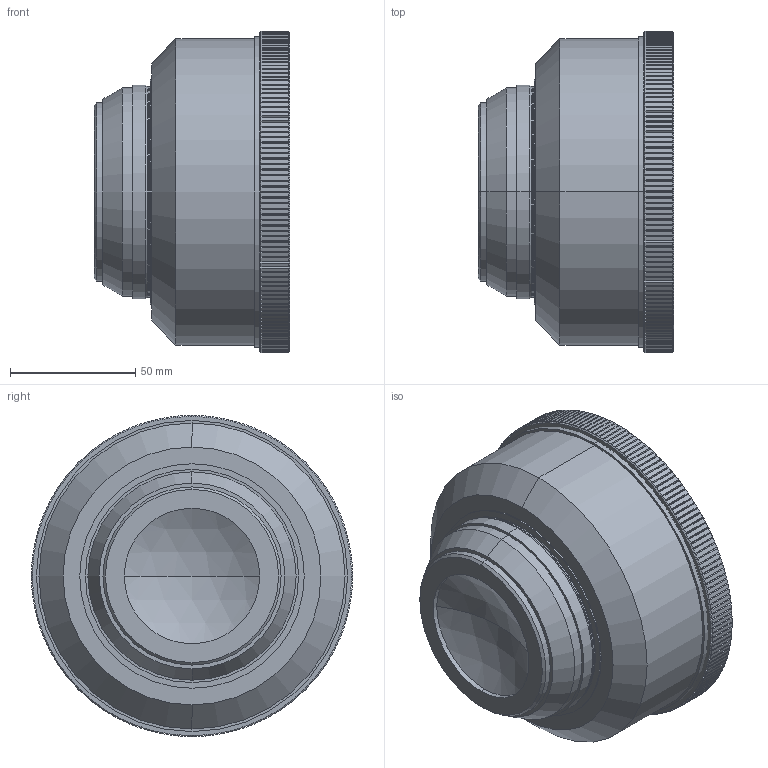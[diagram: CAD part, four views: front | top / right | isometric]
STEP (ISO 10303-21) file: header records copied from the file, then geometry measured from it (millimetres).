
FILE_DESCRIPTION (( 'STEP AP203' ), '1' );
FILE_NAME ('363101.STEP', '2013-08-14T12:24:34', ( 'Hugel' ), ( '' ), 'SwSTEP 2.0', 'SolidWorks 2012', '' );
FILE_SCHEMA (( 'CONFIG_CONTROL_DESIGN' ));
Length unit declared in the file: millimetre
Products named in the file (1): 363101
Bounding box: 78 x 128 x 128 mm (x, y, z)
Surface area: 54734.2 mm2 (no closed solid volume)
Topology: 0 solids, 4 shells, 941 faces, 2064 edges, 1133 vertices
Faces by surface type: plane 369, cone 368, cylinder 198, torus 4, sphere 2
Entity records: 25880 total; most frequent: CARTESIAN_POINT 6347, ORIENTED_EDGE 4116, DIRECTION 4006, EDGE_CURVE 2064, AXIS2_PLACEMENT_3D 1720, VERTEX_POINT 1133, EDGE_LOOP 949, FACE_OUTER_BOUND 941
